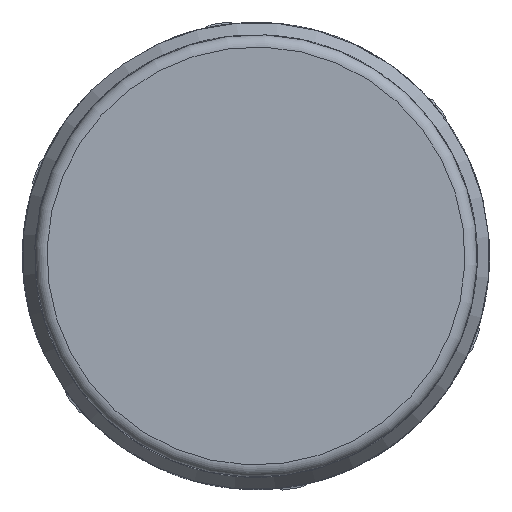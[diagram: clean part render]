
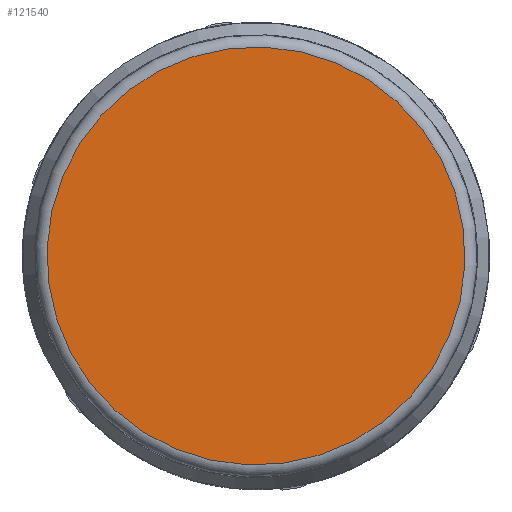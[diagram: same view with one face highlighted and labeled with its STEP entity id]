
A CAD part, left-side view. The second image highlights one B-rep face of the part: STEP entity #121540.
In plain terms, the highlighted planar face has unit normal (-1, 0, 0).
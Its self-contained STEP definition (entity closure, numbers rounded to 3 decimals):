
#121517=CARTESIAN_POINT('',(-2.08,7.856,3.246));
#121518=VERTEX_POINT('',#121517);
#121519=CARTESIAN_POINT('',(-2.08,0.0,0.0));
#121520=DIRECTION('',(1.0,0.0,0.0));
#121521=DIRECTION('',(0.0,-0.924,-0.382));
#121522=AXIS2_PLACEMENT_3D('',#121519,#121520,#121521);
#121523=CIRCLE('',#121522,8.5);
#121524=EDGE_CURVE('',#121518,#121518,#121523,.T.);
#121532=CARTESIAN_POINT('',(-2.08,7.07,2.921));
#121533=DIRECTION('',(-1.0,0.0,0.0));
#121534=DIRECTION('',(0.0,-0.382,0.924));
#121535=AXIS2_PLACEMENT_3D('',#121532,#121533,#121534);
#121536=PLANE('',#121535);
#121537=ORIENTED_EDGE('',*,*,#121524,.F.);
#121538=EDGE_LOOP('',(#121537));
#121539=FACE_OUTER_BOUND('',#121538,.T.);
#121540=ADVANCED_FACE('',(#121539),#121536,.T.);
